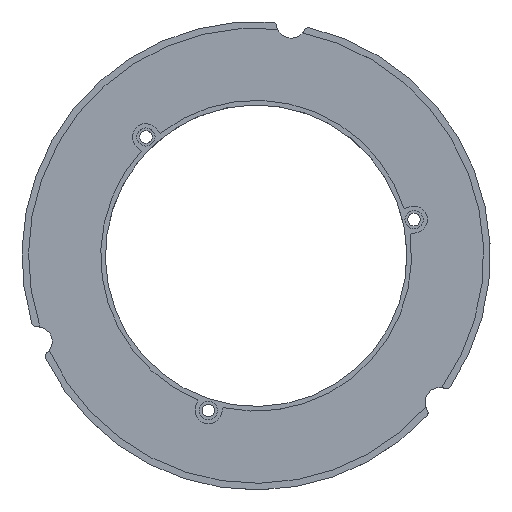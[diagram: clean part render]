
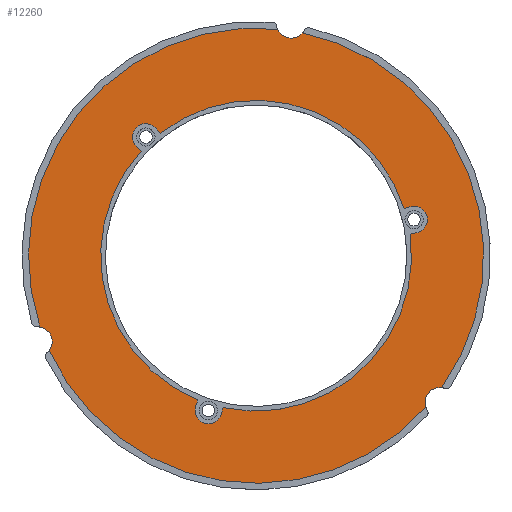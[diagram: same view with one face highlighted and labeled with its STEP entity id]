
A CAD part, top view. The second image highlights one B-rep face of the part: STEP entity #12260.
In plain terms, the highlighted planar face has unit normal (0, 0, 1).
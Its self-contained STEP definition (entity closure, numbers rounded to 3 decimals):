
#1830=CARTESIAN_POINT('',(3.057,32.313,-0.4));
#1840=VERTEX_POINT('',#1830);
#1890=CARTESIAN_POINT('',(0.,0.,-0.4
));
#1900=DIRECTION('',(0.,0.,1.));
#1910=DIRECTION('',(1.,0.,0.));
#1920=AXIS2_PLACEMENT_3D('',#1890,#1900,#1910);
#1930=CIRCLE('',#1920,32.457);
#1940=CARTESIAN_POINT('',(-30.823,-10.17,-0.4));
#1950=VERTEX_POINT('',#1940);
#1960=EDGE_CURVE('',#1840,#1950,#1930,.T.);
#3820=CARTESIAN_POINT('',(24.219,-21.608,-0.4));
#3830=VERTEX_POINT('',#3820);
#3860=CARTESIAN_POINT('',(26.191,-20.887,-0.4));
#3870=DIRECTION('',(0.,0.,1.));
#3880=DIRECTION('',(-0.5,0.866,0.));
#3890=AXIS2_PLACEMENT_3D('',#3860,#3870,#3880);
#3900=CIRCLE('',#3890,2.1);
#3910=CARTESIAN_POINT('',(26.456,-18.804,-0.4));
#3920=VERTEX_POINT('',#3910);
#3930=EDGE_CURVE('',#3920,#3830,#3900,.T.);
#6010=CARTESIAN_POINT('',(-31.184,-12.239,-0.4));
#6020=DIRECTION('',(0.,0.,1.));
#6030=DIRECTION('',(1.,0.,0.));
#6040=AXIS2_PLACEMENT_3D('',#6010,#6020,#6030);
#6050=CIRCLE('',#6040,2.1);
#6060=CARTESIAN_POINT('',(-29.512,-13.509,-0.4));
#6070=VERTEX_POINT('',#6060);
#6080=EDGE_CURVE('',#6070,#1950,#6050,.T.);
#8250=CARTESIAN_POINT('',(0.,0.,-0.4
));
#8260=DIRECTION('',(0.,0.,1.));
#8270=DIRECTION('',(1.,0.,0.));
#8280=AXIS2_PLACEMENT_3D('',#8250,#8260,#8270);
#8290=CIRCLE('',#8280,32.457);
#8300=EDGE_CURVE('',#6070,#3830,#8290,.T.);
#10950=CARTESIAN_POINT('',(-25.,-25.,-0.4));
#10960=DIRECTION('',(0.,0.,1.));
#10970=DIRECTION('',(1.,0.,0.));
#10980=AXIS2_PLACEMENT_3D('',#10950,#10960,#10970);
#10990=PLANE('',#10980);
#11000=CARTESIAN_POINT('',(0.,1.949,-0.4));
#11010=DIRECTION('',(0.975,0.223,0.));
#11020=VECTOR('',#11010,1.);
#11030=LINE('',#11000,#11020);
#11040=CARTESIAN_POINT('',(21.105,6.766,-0.4));
#11050=VERTEX_POINT('',#11040);
#11060=CARTESIAN_POINT('',(22.098,6.993,-0.4));
#11070=VERTEX_POINT('',#11060);
#11080=EDGE_CURVE('',#11050,#11070,#11030,.T.);
#11090=ORIENTED_EDGE('',*,*,#11080,.T.);
#11100=CARTESIAN_POINT('',(0.,0.,
-0.4));
#11110=DIRECTION('',(0.,0.,1.));
#11120=DIRECTION('',(-0.5,-0.866,0.));
#11130=AXIS2_PLACEMENT_3D('',#11100,#11110,#11120);
#11140=CIRCLE('',#11130,22.163);
#11150=CARTESIAN_POINT('',(-13.626,17.479,-0.4));
#11160=VERTEX_POINT('',#11150);
#11170=EDGE_CURVE('',#11050,#11160,#11140,.T.);
#11180=ORIENTED_EDGE('',*,*,#11170,.F.);
#11190=CARTESIAN_POINT('',(2.592,0.,-0.4));
#11200=DIRECTION('',(0.68,-0.733,0.));
#11210=VECTOR('',#11200,1.);
#11220=LINE('',#11190,#11210);
#11230=CARTESIAN_POINT('',(-14.319,18.226,-0.4));
#11240=VERTEX_POINT('',#11230);
#11250=EDGE_CURVE('',#11240,#11160,#11220,.T.);
#11260=ORIENTED_EDGE('',*,*,#11250,.T.);
#11270=CARTESIAN_POINT('',(-15.712,16.933,-0.4));
#11280=DIRECTION('',(0.,0.,1.));
#11290=DIRECTION('',(1.,0.,0.));
#11300=AXIS2_PLACEMENT_3D('',#11270,#11280,#11290);
#11310=CIRCLE('',#11300,1.9);
#11320=CARTESIAN_POINT('',(-17.105,15.641,-0.4));
#11330=VERTEX_POINT('',#11320);
#11340=EDGE_CURVE('',#11240,#11330,#11310,.T.);
#11350=ORIENTED_EDGE('',*,*,#11340,.F.);
#11360=CARTESIAN_POINT('',(-2.592,0.,-0.4));
#11370=DIRECTION('',(-0.68,0.733,0.));
#11380=VECTOR('',#11370,1.);
#11390=LINE('',#11360,#11380);
#11400=CARTESIAN_POINT('',(-16.412,14.894,-0.4));
#11410=VERTEX_POINT('',#11400);
#11420=EDGE_CURVE('',#11410,#11330,#11390,.T.);
#11430=ORIENTED_EDGE('',*,*,#11420,.T.);
#11440=CARTESIAN_POINT('',(0.,0.,
-0.4));
#11450=DIRECTION('',(0.,0.,1.));
#11460=DIRECTION('',(1.,0.,0.));
#11470=AXIS2_PLACEMENT_3D('',#11440,#11450,#11460);
#11480=CIRCLE('',#11470,22.163);
#11490=CARTESIAN_POINT('',(-8.324,-20.54,-0.4));
#11500=VERTEX_POINT('',#11490);
#11510=EDGE_CURVE('',#11410,#11500,#11480,.T.);
#11520=ORIENTED_EDGE('',*,*,#11510,.F.);
#11530=CARTESIAN_POINT('',(-1.988,0.,-0.4));
#11540=DIRECTION('',(0.295,0.956,0.));
#11550=VECTOR('',#11540,1.);
#11560=LINE('',#11530,#11550);
#11570=CARTESIAN_POINT('',(-8.624,-21.514,-0.4));
#11580=VERTEX_POINT('',#11570);
#11590=EDGE_CURVE('',#11580,#11500,#11560,.T.);
#11600=ORIENTED_EDGE('',*,*,#11590,.T.);
#11610=CARTESIAN_POINT('',(-6.809,-22.074,-0.4));
#11620=DIRECTION('',(0.,0.,1.));
#11630=DIRECTION('',(-0.5,0.866,0.));
#11640=AXIS2_PLACEMENT_3D('',#11610,#11620,#11630);
#11650=CIRCLE('',#11640,1.9);
#11660=CARTESIAN_POINT('',(-4.993,-22.634,-0.4));
#11670=VERTEX_POINT('',#11660);
#11680=EDGE_CURVE('',#11580,#11670,#11650,.T.);
#11690=ORIENTED_EDGE('',*,*,#11680,.F.);
#11700=CARTESIAN_POINT('',(1.988,0.,-0.4));
#11710=DIRECTION('',(-0.295,-0.956,0.));
#11720=VECTOR('',#11710,1.);
#11730=LINE('',#11700,#11720);
#11740=CARTESIAN_POINT('',(-4.693,-21.66,-0.4));
#11750=VERTEX_POINT('',#11740);
#11760=EDGE_CURVE('',#11750,#11670,#11730,.T.);
#11770=ORIENTED_EDGE('',*,*,#11760,.T.);
#11780=CARTESIAN_POINT('',(0.,0.,-0.4
));
#11790=DIRECTION('',(0.,0.,1.));
#11800=DIRECTION('',(-0.5,0.866,0.));
#11810=AXIS2_PLACEMENT_3D('',#11780,#11790,#11800);
#11820=CIRCLE('',#11810,22.163);
#11830=CARTESIAN_POINT('',(21.951,3.061,-0.4));
#11840=VERTEX_POINT('',#11830);
#11850=EDGE_CURVE('',#11750,#11840,#11820,.T.);
#11860=ORIENTED_EDGE('',*,*,#11850,.F.);
#11870=CARTESIAN_POINT('',(0.,-1.949,-0.4));
#11880=DIRECTION('',(-0.975,-0.223,0.));
#11890=VECTOR('',#11880,1.);
#11900=LINE('',#11870,#11890);
#11910=CARTESIAN_POINT('',(22.944,3.288,-0.4));
#11920=VERTEX_POINT('',#11910);
#11930=EDGE_CURVE('',#11920,#11840,#11900,.T.);
#11940=ORIENTED_EDGE('',*,*,#11930,.T.);
#11950=CARTESIAN_POINT('',(22.521,5.14,-0.4));
#11960=DIRECTION('',(0.,0.,1.));
#11970=DIRECTION('',(-0.5,-0.866,0.));
#11980=AXIS2_PLACEMENT_3D('',#11950,#11960,#11970);
#11990=CIRCLE('',#11980,1.9);
#12000=EDGE_CURVE('',#11920,#11070,#11990,.T.);
#12010=ORIENTED_EDGE('',*,*,#12000,.F.);
#12020=EDGE_LOOP('',(#12010,#11940,#11860,#11770,#11690,#11600,#11520,
#11430,#11350,#11260,#11180,#11090));
#12030=FACE_BOUND('',#12020,.T.);
#12040=ORIENTED_EDGE('',*,*,#6080,.F.);
#12050=ORIENTED_EDGE('',*,*,#1960,.T.);
#12060=CARTESIAN_POINT('',(4.993,33.126,-0.4));
#12070=DIRECTION('',(0.,0.,1.));
#12080=DIRECTION('',(-0.5,-0.866,0.));
#12090=AXIS2_PLACEMENT_3D('',#12060,#12070,#12080);
#12100=CIRCLE('',#12090,2.1);
#12110=CARTESIAN_POINT('',(6.604,31.778,-0.4));
#12120=VERTEX_POINT('',#12110);
#12130=EDGE_CURVE('',#1840,#12120,#12100,.T.);
#12140=ORIENTED_EDGE('',*,*,#12130,.F.);
#12150=CARTESIAN_POINT('',(0.,0.,
-0.4));
#12160=DIRECTION('',(0.,0.,1.));
#12170=DIRECTION('',(1.,0.,0.));
#12180=AXIS2_PLACEMENT_3D('',#12150,#12160,#12170);
#12190=CIRCLE('',#12180,32.457);
#12200=EDGE_CURVE('',#3920,#12120,#12190,.T.);
#12210=ORIENTED_EDGE('',*,*,#12200,.T.);
#12220=ORIENTED_EDGE('',*,*,#3930,.F.);
#12230=ORIENTED_EDGE('',*,*,#8300,.T.);
#12240=EDGE_LOOP('',(#12230,#12220,#12210,#12140,#12050,#12040));
#12250=FACE_OUTER_BOUND('',#12240,.T.);
#12260=ADVANCED_FACE('',(#12030,#12250),#10990,.T.);
